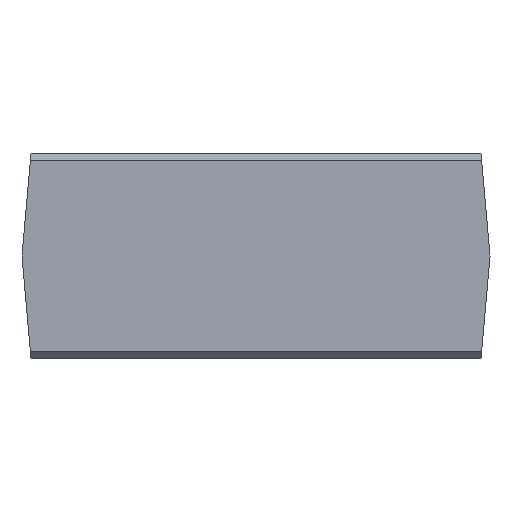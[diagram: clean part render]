
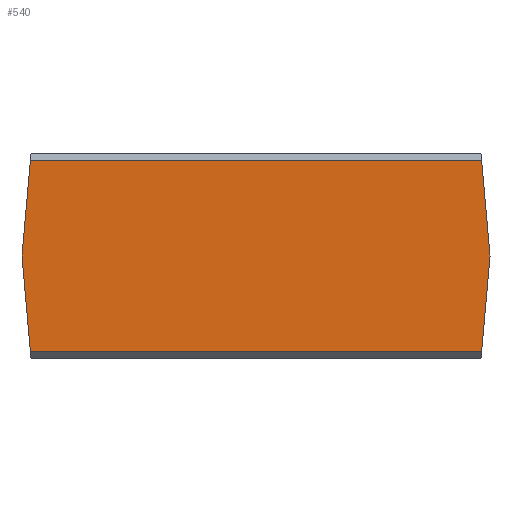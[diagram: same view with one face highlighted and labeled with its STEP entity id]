
A CAD part, front view. The second image highlights one B-rep face of the part: STEP entity #540.
In plain terms, the highlighted planar face has unit normal (0, -1, 0).
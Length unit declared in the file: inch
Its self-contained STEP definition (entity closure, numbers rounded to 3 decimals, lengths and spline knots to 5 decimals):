
#14 = EDGE_CURVE ( 'NONE', #316, #465, #150, .T. ) ;
#16 = EDGE_CURVE ( 'NONE', #87, #465, #364, .T. ) ;
#17 = PLANE ( 'NONE',  #408 ) ;
#18 = DIRECTION ( 'NONE',  ( 0.087, 0., -0.996 ) ) ;
#33 = VECTOR ( 'NONE', #204, 39.37008 ) ;
#36 = ORIENTED_EDGE ( 'NONE', *, *, #439, .T. ) ;
#65 = CARTESIAN_POINT ( 'NONE',  ( 0.05255, 0., 0.60069 ) ) ;
#75 = LINE ( 'NONE', #399, #290 ) ;
#77 = ORIENTED_EDGE ( 'NONE', *, *, #178, .F. ) ;
#87 = VERTEX_POINT ( 'NONE', #430 ) ;
#103 = DIRECTION ( 'NONE',  ( -0.087, 0., -0.996 ) ) ;
#104 = LINE ( 'NONE', #283, #569 ) ;
#113 = DIRECTION ( 'NONE',  ( 0., 0., 1. ) ) ;
#146 = VERTEX_POINT ( 'NONE', #203 ) ;
#150 = LINE ( 'NONE', #237, #251 ) ;
#178 = EDGE_CURVE ( 'NONE', #146, #316, #75, .T. ) ;
#183 = VERTEX_POINT ( 'NONE', #344 ) ;
#185 = CARTESIAN_POINT ( 'NONE',  ( 1.9685, 0., 0. ) ) ;
#200 = CARTESIAN_POINT ( 'NONE',  ( 1.9685, 0., 0.43307 ) ) ;
#203 = CARTESIAN_POINT ( 'NONE',  ( 1.93335, 0., 0.40182 ) ) ;
#204 = DIRECTION ( 'NONE',  ( -0.087, 0., -0.996 ) ) ;
#224 = CARTESIAN_POINT ( 'NONE',  ( 0., 0., 0. ) ) ;
#229 = VERTEX_POINT ( 'NONE', #224 ) ;
#232 = DIRECTION ( 'NONE',  ( 1., 0., 0. ) ) ;
#237 = CARTESIAN_POINT ( 'NONE',  ( 2.0061, 0., 0.42978 ) ) ;
#251 = VECTOR ( 'NONE', #103, 39.37008 ) ;
#278 = ORIENTED_EDGE ( 'NONE', *, *, #548, .T. ) ;
#283 = CARTESIAN_POINT ( 'NONE',  ( 1.9685, 0., 0.40182 ) ) ;
#290 = VECTOR ( 'NONE', #357, 39.37008 ) ;
#292 = FACE_OUTER_BOUND ( 'NONE', #539, .T. ) ;
#293 = VECTOR ( 'NONE', #18, 39.37008 ) ;
#312 = ORIENTED_EDGE ( 'NONE', *, *, #14, .F. ) ;
#316 = VERTEX_POINT ( 'NONE', #185 ) ;
#338 = DIRECTION ( 'NONE',  ( 0., 1., 0. ) ) ;
#344 = CARTESIAN_POINT ( 'NONE',  ( 0.03515, 0., 0.40182 ) ) ;
#357 = DIRECTION ( 'NONE',  ( 0.087, 0., -0.996 ) ) ;
#364 = LINE ( 'NONE', #418, #434 ) ;
#376 = LINE ( 'NONE', #65, #33 ) ;
#399 = CARTESIAN_POINT ( 'NONE',  ( 1.9309, 0., 0.42978 ) ) ;
#408 = AXIS2_PLACEMENT_3D ( 'NONE', #200, #338, #113 ) ;
#418 = CARTESIAN_POINT ( 'NONE',  ( 1.9685, 0., -0.40182 ) ) ;
#429 = CARTESIAN_POINT ( 'NONE',  ( -0.02265, 0., 0.25887 ) ) ;
#430 = CARTESIAN_POINT ( 'NONE',  ( 0.03515, 0., -0.40182 ) ) ;
#434 = VECTOR ( 'NONE', #232, 39.37008 ) ;
#439 = EDGE_CURVE ( 'NONE', #146, #183, #104, .T. ) ;
#465 = VERTEX_POINT ( 'NONE', #552 ) ;
#474 = LINE ( 'NONE', #429, #293 ) ;
#528 = ORIENTED_EDGE ( 'NONE', *, *, #561, .T. ) ;
#539 = EDGE_LOOP ( 'NONE', ( #528, #570, #312, #77, #36, #278 ) ) ;
#540 = ADVANCED_FACE ( 'NONE', ( #292 ), #17, .F. ) ;
#548 = EDGE_CURVE ( 'NONE', #183, #229, #376, .T. ) ;
#552 = CARTESIAN_POINT ( 'NONE',  ( 1.93335, 0., -0.40182 ) ) ;
#561 = EDGE_CURVE ( 'NONE', #229, #87, #474, .T. ) ;
#569 = VECTOR ( 'NONE', #585, 39.37008 ) ;
#570 = ORIENTED_EDGE ( 'NONE', *, *, #16, .T. ) ;
#585 = DIRECTION ( 'NONE',  ( -1., 0., 0. ) ) ;
